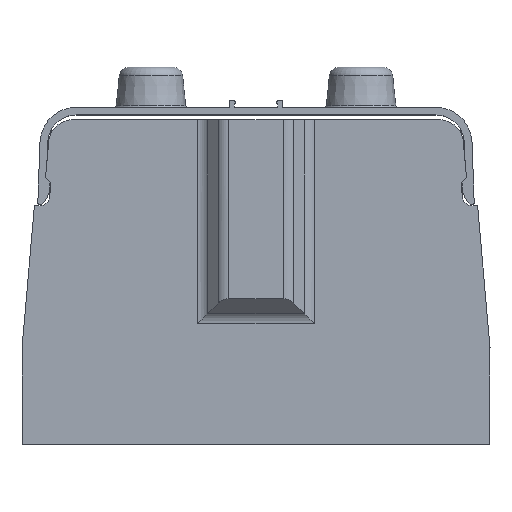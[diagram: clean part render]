
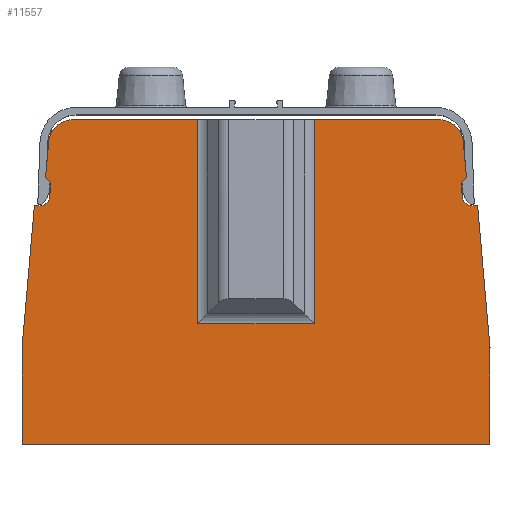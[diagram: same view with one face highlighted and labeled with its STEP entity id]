
A CAD part, top view. The second image highlights one B-rep face of the part: STEP entity #11557.
In plain terms, the highlighted planar face has unit normal (0, 0, 1).
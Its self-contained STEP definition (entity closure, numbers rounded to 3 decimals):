
#4027=DIRECTION('',(1.,0.,0.));
#4028=VECTOR('',#4027,26.176);
#4029=CARTESIAN_POINT('',(12.243,68.,67.5));
#4030=LINE('',#4029,#4028);
#4031=CARTESIAN_POINT('',(38.418,63.,67.5));
#4032=DIRECTION('',(0.,0.,-1.));
#4033=DIRECTION('',(0.,1.,0.));
#4034=AXIS2_PLACEMENT_3D('',#4031,#4032,#4033);
#4036=DIRECTION('',(0.087,-0.996,0.));
#4037=VECTOR('',#4036,7.464);
#4038=CARTESIAN_POINT('',(43.399,63.436,67.5));
#4039=LINE('',#4038,#4037);
#4040=DIRECTION('',(-0.707,-0.707,0.));
#4041=VECTOR('',#4040,1.566);
#4042=CARTESIAN_POINT('',(44.05,56.,67.5));
#4043=LINE('',#4042,#4041);
#4044=DIRECTION('',(0.087,-0.996,0.));
#4045=VECTOR('',#4044,3.078);
#4046=CARTESIAN_POINT('',(42.942,54.892,67.5));
#4047=LINE('',#4046,#4045);
#4048=CARTESIAN_POINT('',(45.203,52.,67.5));
#4049=DIRECTION('',(0.,0.,1.));
#4050=DIRECTION('',(-0.996,-0.087,0.));
#4051=AXIS2_PLACEMENT_3D('',#4048,#4049,#4050);
#4053=DIRECTION('',(1.,0.,0.));
#4054=VECTOR('',#4053,1.197);
#4055=CARTESIAN_POINT('',(45.203,50.,67.5));
#4056=LINE('',#4055,#4054);
#4057=DIRECTION('',(0.087,-0.996,0.));
#4058=VECTOR('',#4057,29.788);
#4059=CARTESIAN_POINT('',(46.4,50.,67.5));
#4060=LINE('',#4059,#4058);
#4061=CARTESIAN_POINT('',(48.,20.238,67.5));
#4062=DIRECTION('',(0.,0.,-1.));
#4063=DIRECTION('',(0.996,0.087,0.));
#4064=AXIS2_PLACEMENT_3D('',#4061,#4062,#4063);
#4066=DIRECTION('',(0.,-1.,0.));
#4067=VECTOR('',#4066,20.238);
#4068=CARTESIAN_POINT('',(49.,20.238,67.5));
#4069=LINE('',#4068,#4067);
#4070=DIRECTION('',(-1.,0.,0.));
#4071=VECTOR('',#4070,98.);
#4072=CARTESIAN_POINT('',(49.,0.,67.5));
#4073=LINE('',#4072,#4071);
#4074=DIRECTION('',(0.,1.,0.));
#4075=VECTOR('',#4074,20.238);
#4076=CARTESIAN_POINT('',(-49.,0.,67.5));
#4077=LINE('',#4076,#4075);
#4078=CARTESIAN_POINT('',(-48.,20.238,67.5));
#4079=DIRECTION('',(0.,0.,-1.));
#4080=DIRECTION('',(-1.,0.,0.));
#4081=AXIS2_PLACEMENT_3D('',#4078,#4079,#4080);
#4083=DIRECTION('',(0.087,0.996,0.));
#4084=VECTOR('',#4083,29.788);
#4085=CARTESIAN_POINT('',(-48.996,20.325,67.5));
#4086=LINE('',#4085,#4084);
#4087=DIRECTION('',(1.,0.,0.));
#4088=VECTOR('',#4087,1.197);
#4089=CARTESIAN_POINT('',(-46.4,50.,67.5));
#4090=LINE('',#4089,#4088);
#4091=CARTESIAN_POINT('',(-45.203,52.,67.5));
#4092=DIRECTION('',(0.,0.,1.));
#4093=DIRECTION('',(0.,-1.,0.));
#4094=AXIS2_PLACEMENT_3D('',#4091,#4092,#4093);
#4096=DIRECTION('',(0.087,0.996,0.));
#4097=VECTOR('',#4096,3.078);
#4098=CARTESIAN_POINT('',(-43.211,51.826,67.5));
#4099=LINE('',#4098,#4097);
#4100=DIRECTION('',(-0.707,0.707,0.));
#4101=VECTOR('',#4100,1.566);
#4102=CARTESIAN_POINT('',(-42.942,54.892,67.5));
#4103=LINE('',#4102,#4101);
#4104=DIRECTION('',(0.087,0.996,0.));
#4105=VECTOR('',#4104,7.464);
#4106=CARTESIAN_POINT('',(-44.05,56.,67.5));
#4107=LINE('',#4106,#4105);
#4108=CARTESIAN_POINT('',(-38.418,63.,67.5));
#4109=DIRECTION('',(0.,0.,-1.));
#4110=DIRECTION('',(-0.996,0.087,0.));
#4111=AXIS2_PLACEMENT_3D('',#4108,#4109,#4110);
#4113=DIRECTION('',(1.,0.,0.));
#4114=VECTOR('',#4113,26.176);
#4115=CARTESIAN_POINT('',(-38.418,68.,67.5));
#4116=LINE('',#4115,#4114);
#4117=DIRECTION('',(0.,1.,0.));
#4118=VECTOR('',#4117,42.743);
#4119=CARTESIAN_POINT('',(-12.243,25.257,67.5));
#4120=LINE('',#4119,#4118);
#4121=DIRECTION('',(-1.,0.,0.));
#4122=VECTOR('',#4121,24.485);
#4123=CARTESIAN_POINT('',(12.243,25.257,67.5));
#4124=LINE('',#4123,#4122);
#4125=CARTESIAN_POINT('',(-12.243,25.257,67.5));
#4139=DIRECTION('',(0.,-1.,0.));
#4140=VECTOR('',#4139,42.743);
#4141=CARTESIAN_POINT('',(12.243,68.,67.5));
#4142=LINE('',#4141,#4140);
#5548=CARTESIAN_POINT('',(12.243,68.,67.5));
#5550=VERTEX_POINT('',#5548);
#5562=CARTESIAN_POINT('',(-12.243,68.,67.5));
#5563=VERTEX_POINT('',#5562);
#5572=CARTESIAN_POINT('',(43.399,63.436,67.5));
#5573=VERTEX_POINT('',#5572);
#5574=CARTESIAN_POINT('',(38.418,68.,67.5));
#5575=VERTEX_POINT('',#5574);
#5576=CARTESIAN_POINT('',(42.942,54.892,67.5));
#5577=VERTEX_POINT('',#5576);
#5578=CARTESIAN_POINT('',(45.203,50.,67.5));
#5579=VERTEX_POINT('',#5578);
#5580=CARTESIAN_POINT('',(43.211,51.826,67.5));
#5581=VERTEX_POINT('',#5580);
#5582=CARTESIAN_POINT('',(46.4,50.,67.5));
#5583=VERTEX_POINT('',#5582);
#5584=CARTESIAN_POINT('',(49.,20.238,67.5));
#5585=VERTEX_POINT('',#5584);
#5586=CARTESIAN_POINT('',(48.996,20.325,67.5));
#5587=VERTEX_POINT('',#5586);
#5588=CARTESIAN_POINT('',(-48.996,20.325,67.5));
#5589=VERTEX_POINT('',#5588);
#5590=CARTESIAN_POINT('',(-49.,20.238,67.5));
#5591=VERTEX_POINT('',#5590);
#5592=CARTESIAN_POINT('',(-46.4,50.,67.5));
#5593=VERTEX_POINT('',#5592);
#5594=CARTESIAN_POINT('',(-43.211,51.826,67.5));
#5595=VERTEX_POINT('',#5594);
#5596=CARTESIAN_POINT('',(-45.203,50.,67.5));
#5597=VERTEX_POINT('',#5596);
#5598=CARTESIAN_POINT('',(-42.942,54.892,67.5));
#5599=VERTEX_POINT('',#5598);
#5600=CARTESIAN_POINT('',(-38.418,68.,67.5));
#5601=VERTEX_POINT('',#5600);
#5602=CARTESIAN_POINT('',(-43.399,63.436,67.5));
#5603=VERTEX_POINT('',#5602);
#5604=CARTESIAN_POINT('',(44.05,56.,67.5));
#5605=VERTEX_POINT('',#5604);
#5606=CARTESIAN_POINT('',(49.,0.,67.5));
#5607=VERTEX_POINT('',#5606);
#5608=CARTESIAN_POINT('',(-49.,0.,67.5));
#5609=VERTEX_POINT('',#5608);
#5610=CARTESIAN_POINT('',(-44.05,56.,67.5));
#5611=VERTEX_POINT('',#5610);
#5612=VERTEX_POINT('',#4125);
#5614=CARTESIAN_POINT('',(12.243,25.257,67.5));
#5615=VERTEX_POINT('',#5614);
#11522=CARTESIAN_POINT('',(0.,34.,67.5));
#11523=DIRECTION('',(0.,0.,1.));
#11524=DIRECTION('',(1.,0.,0.));
#11525=AXIS2_PLACEMENT_3D('',#11522,#11523,#11524);
#11526=PLANE('',#11525);
#11528=ORIENTED_EDGE('',*,*,#11527,.F.);
#11530=ORIENTED_EDGE('',*,*,#11529,.F.);
#11532=ORIENTED_EDGE('',*,*,#11531,.F.);
#11533=ORIENTED_EDGE('',*,*,#9903,.T.);
#11535=ORIENTED_EDGE('',*,*,#11534,.T.);
#11536=ORIENTED_EDGE('',*,*,#10644,.T.);
#11537=ORIENTED_EDGE('',*,*,#10664,.T.);
#11538=ORIENTED_EDGE('',*,*,#11196,.T.);
#11539=ORIENTED_EDGE('',*,*,#11210,.T.);
#11540=ORIENTED_EDGE('',*,*,#11224,.T.);
#11541=ORIENTED_EDGE('',*,*,#11238,.T.);
#11542=ORIENTED_EDGE('',*,*,#11252,.T.);
#11543=ORIENTED_EDGE('',*,*,#11265,.T.);
#11544=ORIENTED_EDGE('',*,*,#11285,.T.);
#11545=ORIENTED_EDGE('',*,*,#11397,.T.);
#11546=ORIENTED_EDGE('',*,*,#11415,.T.);
#11547=ORIENTED_EDGE('',*,*,#11429,.T.);
#11548=ORIENTED_EDGE('',*,*,#11443,.T.);
#11549=ORIENTED_EDGE('',*,*,#11457,.T.);
#11550=ORIENTED_EDGE('',*,*,#11471,.T.);
#11551=ORIENTED_EDGE('',*,*,#11485,.T.);
#11552=ORIENTED_EDGE('',*,*,#11502,.T.);
#11553=ORIENTED_EDGE('',*,*,#11516,.T.);
#11554=ORIENTED_EDGE('',*,*,#9919,.T.);
#11555=EDGE_LOOP('',(#11528,#11530,#11532,#11533,#11535,#11536,#11537,#11538,
#11539,#11540,#11541,#11542,#11543,#11544,#11545,#11546,#11547,#11548,#11549,
#11550,#11551,#11552,#11553,#11554));
#11556=FACE_OUTER_BOUND('',#11555,.F.);
#4035=CIRCLE('',#4034,5.);
#4052=CIRCLE('',#4051,2.);
#4065=CIRCLE('',#4064,1.);
#4082=CIRCLE('',#4081,1.);
#4095=CIRCLE('',#4094,2.);
#4112=CIRCLE('',#4111,5.);
#9903=EDGE_CURVE('',#5550,#5575,#4030,.T.);
#9919=EDGE_CURVE('',#5601,#5563,#4116,.T.);
#10644=EDGE_CURVE('',#5573,#5605,#4039,.T.);
#10664=EDGE_CURVE('',#5605,#5577,#4043,.T.);
#11196=EDGE_CURVE('',#5577,#5581,#4047,.T.);
#11210=EDGE_CURVE('',#5581,#5579,#4052,.T.);
#11224=EDGE_CURVE('',#5579,#5583,#4056,.T.);
#11238=EDGE_CURVE('',#5583,#5587,#4060,.T.);
#11252=EDGE_CURVE('',#5587,#5585,#4065,.T.);
#11265=EDGE_CURVE('',#5585,#5607,#4069,.T.);
#11285=EDGE_CURVE('',#5607,#5609,#4073,.T.);
#11397=EDGE_CURVE('',#5609,#5591,#4077,.T.);
#11415=EDGE_CURVE('',#5591,#5589,#4082,.T.);
#11429=EDGE_CURVE('',#5589,#5593,#4086,.T.);
#11443=EDGE_CURVE('',#5593,#5597,#4090,.T.);
#11457=EDGE_CURVE('',#5597,#5595,#4095,.T.);
#11471=EDGE_CURVE('',#5595,#5599,#4099,.T.);
#11485=EDGE_CURVE('',#5599,#5611,#4103,.T.);
#11502=EDGE_CURVE('',#5611,#5603,#4107,.T.);
#11516=EDGE_CURVE('',#5603,#5601,#4112,.T.);
#11527=EDGE_CURVE('',#5612,#5563,#4120,.T.);
#11529=EDGE_CURVE('',#5615,#5612,#4124,.T.);
#11531=EDGE_CURVE('',#5550,#5615,#4142,.T.);
#11534=EDGE_CURVE('',#5575,#5573,#4035,.T.);
#11557=ADVANCED_FACE('',(#11556),#11526,.T.);
